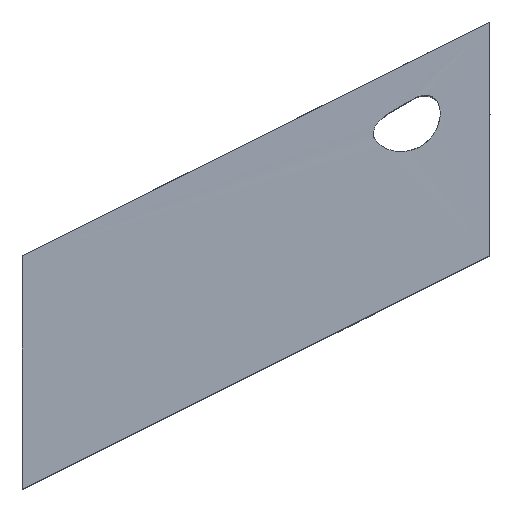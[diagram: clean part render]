
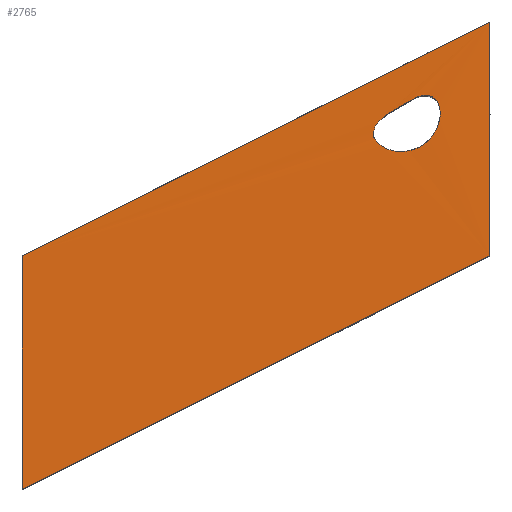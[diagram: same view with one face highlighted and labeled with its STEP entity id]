
A CAD part, top view. The second image highlights one B-rep face of the part: STEP entity #2765.
In plain terms, the highlighted planar face has unit normal (0, 0, -1).
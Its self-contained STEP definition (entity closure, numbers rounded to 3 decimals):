
#1024 = CARTESIAN_POINT('', (0.827,0.725,0.6));
#1025 = VERTEX_POINT('', #1024);
#1033 = CARTESIAN_POINT('', (0.882,0.837,0.6));
#1034 = VERTEX_POINT('', #1033);
#1035 = CARTESIAN_POINT('', (0.827,0.725,0.6));
#1036 = CARTESIAN_POINT('', (0.887,0.736,0.6));
#1037 = CARTESIAN_POINT('', (0.911,0.811,0.601));
#1038 = CARTESIAN_POINT('', (0.882,0.837,0.6));
#1039 = (BOUNDED_CURVE() B_SPLINE_CURVE(3,(#1035,#1036,#1037,#1038),.UNSPECIFIED.,.F.,.F.) B_SPLINE_CURVE_WITH_KNOTS((4,4),(0.,1.),.UNSPECIFIED.) CURVE() GEOMETRIC_REPRESENTATION_ITEM() RATIONAL_B_SPLINE_CURVE((1.,1.,1.,1.)) REPRESENTATION_ITEM(''));
#1040 = EDGE_CURVE('', #1025, #1034, #1039, .T.);
#1617 = CARTESIAN_POINT('', (0.753,0.751,0.6));
#1618 = VERTEX_POINT('', #1617);
#1626 = CARTESIAN_POINT('', (0.753,0.751,0.6));
#1627 = CARTESIAN_POINT('', (0.764,0.732,0.601));
#1628 = CARTESIAN_POINT('', (0.795,0.717,0.6));
#1629 = CARTESIAN_POINT('', (0.827,0.725,0.6));
#1630 = (BOUNDED_CURVE() B_SPLINE_CURVE(3,(#1626,#1627,#1628,#1629),.UNSPECIFIED.,.F.,.F.) B_SPLINE_CURVE_WITH_KNOTS((4,4),(0.,1.),.UNSPECIFIED.) CURVE() GEOMETRIC_REPRESENTATION_ITEM() RATIONAL_B_SPLINE_CURVE((1.,1.,1.,1.)) REPRESENTATION_ITEM(''));
#1631 = EDGE_CURVE('', #1618, #1025, #1630, .T.);
#2390 = CARTESIAN_POINT('', (1.,0.5,0.6));
#2391 = VERTEX_POINT('', #2390);
#2399 = CARTESIAN_POINT('', (0.,0.,0.6));
#2400 = VERTEX_POINT('', #2399);
#2401 = CARTESIAN_POINT('', (0.,0.,0.6));
#2402 = CARTESIAN_POINT('', (0.333,0.167,0.6));
#2403 = CARTESIAN_POINT('', (0.667,0.333,0.6));
#2404 = CARTESIAN_POINT('', (1.,0.5,0.6));
#2405 = (BOUNDED_CURVE() B_SPLINE_CURVE(3,(#2401,#2402,#2403,#2404),.UNSPECIFIED.,.F.,.F.) B_SPLINE_CURVE_WITH_KNOTS((4,4),(0.,1.),.UNSPECIFIED.) CURVE() GEOMETRIC_REPRESENTATION_ITEM() RATIONAL_B_SPLINE_CURVE((1.,1.,1.,1.)) REPRESENTATION_ITEM(''));
#2406 = EDGE_CURVE('', #2400, #2391, #2405, .T.);
#2477 = CARTESIAN_POINT('', (0.,0.5,0.6));
#2478 = VERTEX_POINT('', #2477);
#2486 = CARTESIAN_POINT('', (1.,1.,0.6));
#2487 = VERTEX_POINT('', #2486);
#2488 = CARTESIAN_POINT('', (0.,0.5,0.6));
#2489 = CARTESIAN_POINT('', (0.333,0.667,0.6));
#2490 = CARTESIAN_POINT('', (0.667,0.833,0.6));
#2491 = CARTESIAN_POINT('', (1.,1.,0.6));
#2492 = (BOUNDED_CURVE() B_SPLINE_CURVE(3,(#2488,#2489,#2490,#2491),.UNSPECIFIED.,.F.,.F.) B_SPLINE_CURVE_WITH_KNOTS((4,4),(0.,1.),.UNSPECIFIED.) CURVE() GEOMETRIC_REPRESENTATION_ITEM() RATIONAL_B_SPLINE_CURVE((1.,1.,1.,1.)) REPRESENTATION_ITEM(''));
#2493 = EDGE_CURVE('', #2478, #2487, #2492, .T.);
#2635 = CARTESIAN_POINT('', (0.,0.,0.6));
#2636 = CARTESIAN_POINT('', (0.,0.167,0.6));
#2637 = CARTESIAN_POINT('', (0.,0.333,0.6));
#2638 = CARTESIAN_POINT('', (0.,0.5,0.6));
#2639 = (BOUNDED_CURVE() B_SPLINE_CURVE(3,(#2635,#2636,#2637,#2638),.UNSPECIFIED.,.F.,.F.) B_SPLINE_CURVE_WITH_KNOTS((4,4),(0.,1.),.UNSPECIFIED.) CURVE() GEOMETRIC_REPRESENTATION_ITEM() RATIONAL_B_SPLINE_CURVE((1.,1.,1.,1.)) REPRESENTATION_ITEM(''));
#2640 = EDGE_CURVE('', #2400, #2478, #2639, .T.);
#2705 = CARTESIAN_POINT('', (1.,1.,0.6));
#2706 = CARTESIAN_POINT('', (1.,0.833,0.6));
#2707 = CARTESIAN_POINT('', (1.,0.667,0.6));
#2708 = CARTESIAN_POINT('', (1.,0.5,0.6));
#2709 = (BOUNDED_CURVE() B_SPLINE_CURVE(3,(#2705,#2706,#2707,#2708),.UNSPECIFIED.,.F.,.F.) B_SPLINE_CURVE_WITH_KNOTS((4,4),(0.,1.),.UNSPECIFIED.) CURVE() GEOMETRIC_REPRESENTATION_ITEM() RATIONAL_B_SPLINE_CURVE((1.,1.,1.,1.)) REPRESENTATION_ITEM(''));
#2710 = EDGE_CURVE('', #2487, #2391, #2709, .T.);
#2740 = CARTESIAN_POINT('', (0.492,0.493,0.6));
#2741 = DIRECTION('', (0.,0.,1.));
#2742 = DIRECTION('', (0.,-1.,0.));
#2743 = AXIS2_PLACEMENT_3D('', #2740, #2741, #2742);
#2744 = PLANE('', #2743);
#2745 = ORIENTED_EDGE('', *,*, #2640, .T.);
#2746 = ORIENTED_EDGE('', *,*, #2406, .F.);
#2747 = ORIENTED_EDGE('', *,*, #2710, .T.);
#2748 = ORIENTED_EDGE('', *,*, #2493, .T.);
#2749 = EDGE_LOOP('', (#2745,#2746,#2747,#2748));
#2750 = FACE_OUTER_BOUND('', #2749, .T.);
#2751 = CARTESIAN_POINT('', (0.753,0.751,0.6));
#2752 = CARTESIAN_POINT('', (0.745,0.771,0.6));
#2753 = CARTESIAN_POINT('', (0.763,0.794,0.601));
#2754 = CARTESIAN_POINT('', (0.797,0.812,0.6));
#2755 = CARTESIAN_POINT('', (0.831,0.83,0.599));
#2756 = CARTESIAN_POINT('', (0.855,0.856,0.601));
#2757 = CARTESIAN_POINT('', (0.882,0.837,0.6));
#2758 = (BOUNDED_CURVE() B_SPLINE_CURVE(3,(#2751,#2752,#2753,#2754,#2755,#2756,#2757),.UNSPECIFIED.,.F.,.F.) B_SPLINE_CURVE_WITH_KNOTS((4,3,4),(0.,0.5,1.),.UNSPECIFIED.) CURVE() GEOMETRIC_REPRESENTATION_ITEM() RATIONAL_B_SPLINE_CURVE((1.,1.,1.,1.,1.,1.,1.)) REPRESENTATION_ITEM(''));
#2759 = EDGE_CURVE('', #1618, #1034, #2758, .T.);
#2760 = ORIENTED_EDGE('', *,*, #2759, .F.);
#2761 = ORIENTED_EDGE('', *,*, #1040, .T.);
#2762 = ORIENTED_EDGE('', *,*, #1631, .T.);
#2763 = EDGE_LOOP('', (#2760,#2761,#2762));
#2764 = FACE_BOUND('', #2763, .T.);
#2765 = ADVANCED_FACE('', (#2750,#2764), #2744, .F.);
